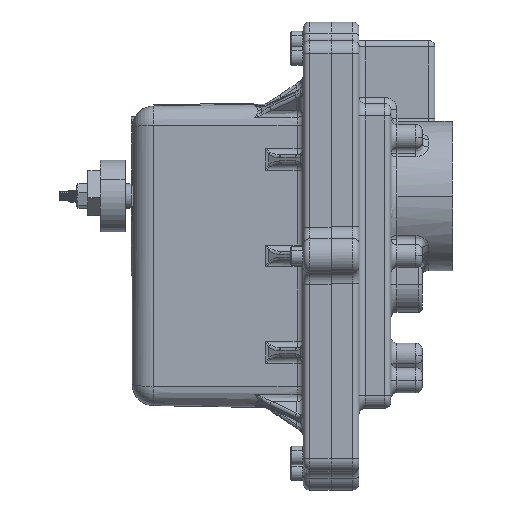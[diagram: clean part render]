
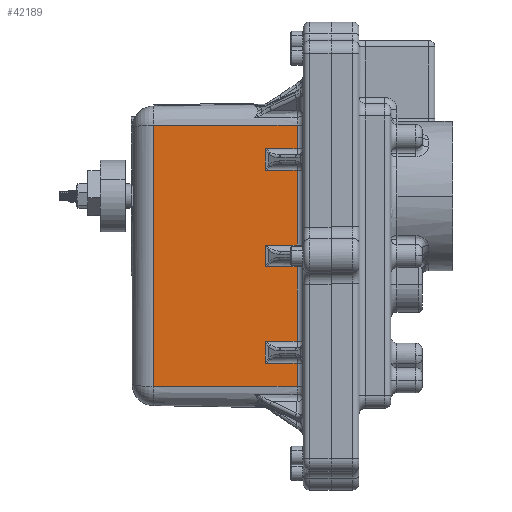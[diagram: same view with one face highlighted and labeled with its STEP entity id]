
A CAD part, left-side view. The second image highlights one B-rep face of the part: STEP entity #42189.
In plain terms, the highlighted planar face has unit normal (-1, 0.018, 0).
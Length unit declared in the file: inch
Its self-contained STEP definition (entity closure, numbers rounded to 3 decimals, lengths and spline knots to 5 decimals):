
#33 = CARTESIAN_POINT ( 'NONE',  ( -1.93886, 0.68282, -1.296 ) ) ;
#204 = CARTESIAN_POINT ( 'NONE',  ( -1.93886, 0.68282, -3.235 ) ) ;
#226 = VECTOR ( 'NONE', #9439, 39.37008 ) ;
#370 = LINE ( 'NONE', #33599, #47811 ) ;
#1215 = VERTEX_POINT ( 'NONE', #9397 ) ;
#1705 = VERTEX_POINT ( 'NONE', #21069 ) ;
#1867 = LINE ( 'NONE', #33, #11806 ) ;
#1943 = CARTESIAN_POINT ( 'NONE',  ( -1.93886, 0.68282, 1.4245 ) ) ;
#2352 = CARTESIAN_POINT ( 'NONE',  ( -1.92767, 1.3234, -3.36 ) ) ;
#2500 = VERTEX_POINT ( 'NONE', #39499 ) ;
#2708 = EDGE_CURVE ( 'NONE', #21423, #44972, #370, .T. ) ;
#2788 = ORIENTED_EDGE ( 'NONE', *, *, #39651, .T. ) ;
#3011 = EDGE_CURVE ( 'NONE', #34268, #7383, #30808, .T. ) ;
#3027 = VERTEX_POINT ( 'NONE', #28180 ) ;
#3081 = EDGE_CURVE ( 'NONE', #44972, #23664, #26116, .T. ) ;
#4053 = CARTESIAN_POINT ( 'NONE',  ( -1.92835, 1.28487, -1.421 ) ) ;
#4096 = LINE ( 'NONE', #1943, #14019 ) ;
#4325 = VECTOR ( 'NONE', #15696, 39.37008 ) ;
#4585 = LINE ( 'NONE', #13991, #13334 ) ;
#5226 = CARTESIAN_POINT ( 'NONE',  ( -1.92767, 1.3234, -2.922 ) ) ;
#6485 = DIRECTION ( 'NONE',  ( 0., 0., -1. ) ) ;
#7204 = VERTEX_POINT ( 'NONE', #11588 ) ;
#7383 = VERTEX_POINT ( 'NONE', #16467 ) ;
#7732 = DIRECTION ( 'NONE',  ( 0., 0., 1. ) ) ;
#7842 = DIRECTION ( 'NONE',  ( 0.017, 1., 0. ) ) ;
#8174 = VERTEX_POINT ( 'NONE', #32661 ) ;
#8445 = DIRECTION ( 'NONE',  ( 0., 0., 1. ) ) ;
#9319 = DIRECTION ( 'NONE',  ( -0.017, -1., 0. ) ) ;
#9397 = CARTESIAN_POINT ( 'NONE',  ( -1.92767, 1.3234, 0.956 ) ) ;
#9439 = DIRECTION ( 'NONE',  ( 0.017, 1., 0. ) ) ;
#10152 = LINE ( 'NONE', #35689, #226 ) ;
#10278 = DIRECTION ( 'NONE',  ( -0.017, -1., 0. ) ) ;
#10335 = VECTOR ( 'NONE', #45644, 39.37008 ) ;
#11031 = VERTEX_POINT ( 'NONE', #2352 ) ;
#11355 = EDGE_CURVE ( 'NONE', #8174, #24091, #16510, .T. ) ;
#11588 = CARTESIAN_POINT ( 'NONE',  ( -1.93886, 0.68282, 1.4245 ) ) ;
#11806 = VECTOR ( 'NONE', #26241, 39.37008 ) ;
#13111 = ORIENTED_EDGE ( 'NONE', *, *, #15153, .T. ) ;
#13334 = VECTOR ( 'NONE', #6485, 39.37008 ) ;
#13499 = ORIENTED_EDGE ( 'NONE', *, *, #3081, .T. ) ;
#13605 = ORIENTED_EDGE ( 'NONE', *, *, #23992, .T. ) ;
#13991 = CARTESIAN_POINT ( 'NONE',  ( -1.88846, 3.57014, -3.8265 ) ) ;
#14019 = VECTOR ( 'NONE', #42872, 39.37008 ) ;
#14115 = CARTESIAN_POINT ( 'NONE',  ( -1.92767, 1.3234, 0.831 ) ) ;
#14599 = VECTOR ( 'NONE', #8445, 39.37008 ) ;
#15153 = EDGE_CURVE ( 'NONE', #11031, #34268, #29731, .T. ) ;
#15696 = DIRECTION ( 'NONE',  ( -0.017, -1., 0. ) ) ;
#15901 = CARTESIAN_POINT ( 'NONE',  ( -1.88846, 3.57014, -3.8265 ) ) ;
#16467 = CARTESIAN_POINT ( 'NONE',  ( -1.93886, 0.68282, -2.922 ) ) ;
#16510 = LINE ( 'NONE', #204, #26006 ) ;
#16844 = CARTESIAN_POINT ( 'NONE',  ( -1.941, 0.56, -2.922 ) ) ;
#16995 = CARTESIAN_POINT ( 'NONE',  ( -1.941, 0.56, -0.983 ) ) ;
#17014 = ORIENTED_EDGE ( 'NONE', *, *, #40667, .F. ) ;
#17909 = DIRECTION ( 'NONE',  ( 0., 0., 1. ) ) ;
#19759 = ORIENTED_EDGE ( 'NONE', *, *, #26459, .T. ) ;
#19766 = VECTOR ( 'NONE', #20486, 39.37008 ) ;
#19956 = CARTESIAN_POINT ( 'NONE',  ( -1.93886, 0.68282, -1.421 ) ) ;
#20486 = DIRECTION ( 'NONE',  ( 0., 0., 1. ) ) ;
#21069 = CARTESIAN_POINT ( 'NONE',  ( -1.92767, 1.3234, 0.518 ) ) ;
#21423 = VERTEX_POINT ( 'NONE', #38947 ) ;
#21756 = ORIENTED_EDGE ( 'NONE', *, *, #32437, .T. ) ;
#22694 = ORIENTED_EDGE ( 'NONE', *, *, #2708, .T. ) ;
#22976 = AXIS2_PLACEMENT_3D ( 'NONE', #23160, #45750, #23314 ) ;
#23079 = LINE ( 'NONE', #32741, #44150 ) ;
#23160 = CARTESIAN_POINT ( 'NONE',  ( -1.941, 0.56, 3.124 ) ) ;
#23314 = DIRECTION ( 'NONE',  ( -0.017, -1., 0. ) ) ;
#23424 = CARTESIAN_POINT ( 'NONE',  ( -1.93886, 0.68282, -0.983 ) ) ;
#23433 = CARTESIAN_POINT ( 'NONE',  ( -1.941, 0.56, 0.956 ) ) ;
#23664 = VERTEX_POINT ( 'NONE', #23424 ) ;
#23695 = VERTEX_POINT ( 'NONE', #19956 ) ;
#23992 = EDGE_CURVE ( 'NONE', #2500, #42874, #4585, .T. ) ;
#24091 = VERTEX_POINT ( 'NONE', #33673 ) ;
#24280 = LINE ( 'NONE', #23433, #4325 ) ;
#24783 = DIRECTION ( 'NONE',  ( -0.017, -1., 0. ) ) ;
#26006 = VECTOR ( 'NONE', #26397, 39.37008 ) ;
#26116 = LINE ( 'NONE', #16995, #36079 ) ;
#26241 = DIRECTION ( 'NONE',  ( 0., 0., 1. ) ) ;
#26397 = DIRECTION ( 'NONE',  ( 0., 0., 1. ) ) ;
#26459 = EDGE_CURVE ( 'NONE', #46862, #1705, #10152, .T. ) ;
#27014 = EDGE_LOOP ( 'NONE', ( #27258, #19759, #21756, #45116, #2788, #17014, #13605, #43923, #38335, #32728, #13111, #42315, #36575, #30176, #22694, #13499 ) ) ;
#27258 = ORIENTED_EDGE ( 'NONE', *, *, #32150, .T. ) ;
#28180 = CARTESIAN_POINT ( 'NONE',  ( -1.93886, 0.68282, 0.956 ) ) ;
#29731 = LINE ( 'NONE', #35415, #19766 ) ;
#30176 = ORIENTED_EDGE ( 'NONE', *, *, #35958, .T. ) ;
#30799 = EDGE_CURVE ( 'NONE', #42874, #8174, #23079, .T. ) ;
#30808 = LINE ( 'NONE', #16844, #46061 ) ;
#31460 = LINE ( 'NONE', #41846, #10335 ) ;
#32150 = EDGE_CURVE ( 'NONE', #23664, #46862, #44518, .T. ) ;
#32437 = EDGE_CURVE ( 'NONE', #1705, #1215, #35170, .T. ) ;
#32661 = CARTESIAN_POINT ( 'NONE',  ( -1.93886, 0.68282, -3.8265 ) ) ;
#32728 = ORIENTED_EDGE ( 'NONE', *, *, #38372, .T. ) ;
#32741 = CARTESIAN_POINT ( 'NONE',  ( -1.941, 0.56, -3.8265 ) ) ;
#33599 = CARTESIAN_POINT ( 'NONE',  ( -1.92767, 1.3234, -1.108 ) ) ;
#33673 = CARTESIAN_POINT ( 'NONE',  ( -1.93886, 0.68282, -3.36 ) ) ;
#34242 = EDGE_CURVE ( 'NONE', #1215, #3027, #24280, .T. ) ;
#34268 = VERTEX_POINT ( 'NONE', #5226 ) ;
#35170 = LINE ( 'NONE', #14115, #45114 ) ;
#35415 = CARTESIAN_POINT ( 'NONE',  ( -1.92767, 1.3234, -3.047 ) ) ;
#35689 = CARTESIAN_POINT ( 'NONE',  ( -1.92835, 1.28487, 0.518 ) ) ;
#35783 = CARTESIAN_POINT ( 'NONE',  ( -1.92767, 1.3234, -0.983 ) ) ;
#35958 = EDGE_CURVE ( 'NONE', #23695, #21423, #46417, .T. ) ;
#36079 = VECTOR ( 'NONE', #39442, 39.37008 ) ;
#36575 = ORIENTED_EDGE ( 'NONE', *, *, #45198, .T. ) ;
#37413 = VECTOR ( 'NONE', #24783, 39.37008 ) ;
#38183 = PLANE ( 'NONE',  #22976 ) ;
#38335 = ORIENTED_EDGE ( 'NONE', *, *, #11355, .T. ) ;
#38372 = EDGE_CURVE ( 'NONE', #24091, #11031, #31460, .T. ) ;
#38401 = CARTESIAN_POINT ( 'NONE',  ( -1.93886, 0.68282, 0.643 ) ) ;
#38581 = LINE ( 'NONE', #47199, #37413 ) ;
#38947 = CARTESIAN_POINT ( 'NONE',  ( -1.92767, 1.3234, -1.421 ) ) ;
#39442 = DIRECTION ( 'NONE',  ( -0.017, -1., 0. ) ) ;
#39499 = CARTESIAN_POINT ( 'NONE',  ( -1.88846, 3.57014, 1.4245 ) ) ;
#39651 = EDGE_CURVE ( 'NONE', #3027, #7204, #4096, .T. ) ;
#40667 = EDGE_CURVE ( 'NONE', #2500, #7204, #38581, .T. ) ;
#41846 = CARTESIAN_POINT ( 'NONE',  ( -1.92835, 1.28487, -3.36 ) ) ;
#42189 = ADVANCED_FACE ( 'NONE', ( #42589 ), #38183, .T. ) ;
#42315 = ORIENTED_EDGE ( 'NONE', *, *, #3011, .T. ) ;
#42589 = FACE_OUTER_BOUND ( 'NONE', #27014, .T. ) ;
#42872 = DIRECTION ( 'NONE',  ( 0., 0., 1. ) ) ;
#42874 = VERTEX_POINT ( 'NONE', #15901 ) ;
#43094 = CARTESIAN_POINT ( 'NONE',  ( -1.93886, 0.68282, 0.518 ) ) ;
#43923 = ORIENTED_EDGE ( 'NONE', *, *, #30799, .T. ) ;
#44150 = VECTOR ( 'NONE', #10278, 39.37008 ) ;
#44518 = LINE ( 'NONE', #38401, #14599 ) ;
#44972 = VERTEX_POINT ( 'NONE', #35783 ) ;
#45114 = VECTOR ( 'NONE', #17909, 39.37008 ) ;
#45116 = ORIENTED_EDGE ( 'NONE', *, *, #34242, .T. ) ;
#45198 = EDGE_CURVE ( 'NONE', #7383, #23695, #1867, .T. ) ;
#45239 = VECTOR ( 'NONE', #7842, 39.37008 ) ;
#45644 = DIRECTION ( 'NONE',  ( 0.017, 1., 0. ) ) ;
#45750 = DIRECTION ( 'NONE',  ( -1., 0.017, 0. ) ) ;
#46061 = VECTOR ( 'NONE', #9319, 39.37008 ) ;
#46417 = LINE ( 'NONE', #4053, #45239 ) ;
#46862 = VERTEX_POINT ( 'NONE', #43094 ) ;
#47199 = CARTESIAN_POINT ( 'NONE',  ( -1.941, 0.56, 1.4245 ) ) ;
#47811 = VECTOR ( 'NONE', #7732, 39.37008 ) ;
